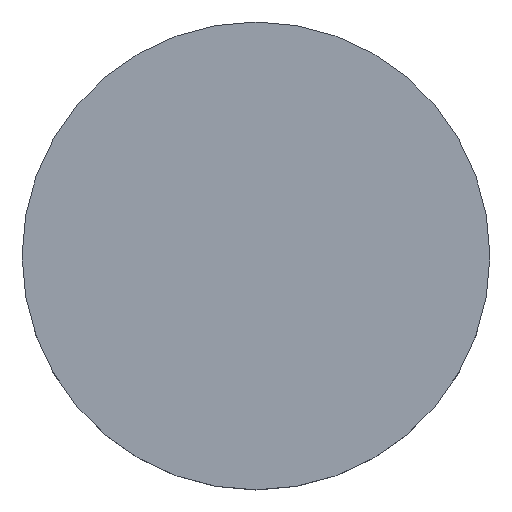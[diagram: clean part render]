
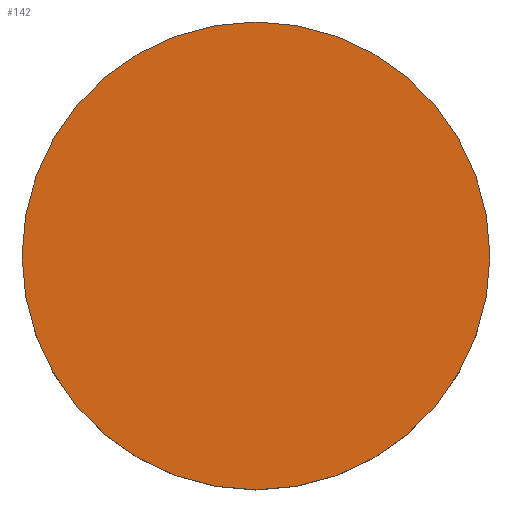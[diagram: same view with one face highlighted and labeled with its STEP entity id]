
A CAD part, top view. The second image highlights one B-rep face of the part: STEP entity #142.
In plain terms, the highlighted planar face has unit normal (0, 0, 1).
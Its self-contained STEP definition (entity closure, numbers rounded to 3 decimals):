
#14 = CARTESIAN_POINT ( 'NONE',  ( 0., 0., 0.8 ) ) ;
#17 = ORIENTED_EDGE ( 'NONE', *, *, #506, .T. ) ;
#36 = DIRECTION ( 'NONE',  ( 0., 0., 1. ) ) ;
#62 = AXIS2_PLACEMENT_3D ( 'NONE', #290, #85, #556 ) ;
#84 = CARTESIAN_POINT ( 'NONE',  ( 0., 0., 0.8 ) ) ;
#85 = DIRECTION ( 'NONE',  ( 0., 0., 1. ) ) ;
#122 = AXIS2_PLACEMENT_3D ( 'NONE', #14, #316, #404 ) ;
#133 = FACE_OUTER_BOUND ( 'NONE', #181, .T. ) ;
#140 = CIRCLE ( 'NONE', #210, 2.375 ) ;
#142 = ADVANCED_FACE ( 'NONE', ( #133 ), #510, .T. ) ;
#165 = DIRECTION ( 'NONE',  ( 1., 0., 0. ) ) ;
#181 = EDGE_LOOP ( 'NONE', ( #17, #397 ) ) ;
#210 = AXIS2_PLACEMENT_3D ( 'NONE', #84, #36, #165 ) ;
#290 = CARTESIAN_POINT ( 'NONE',  ( 0., 0., 0.8 ) ) ;
#298 = CIRCLE ( 'NONE', #122, 2.375 ) ;
#316 = DIRECTION ( 'NONE',  ( 0., 0., 1. ) ) ;
#319 = CARTESIAN_POINT ( 'NONE',  ( 2.375, 0., 0.8 ) ) ;
#367 = VERTEX_POINT ( 'NONE', #319 ) ;
#397 = ORIENTED_EDGE ( 'NONE', *, *, #421, .T. ) ;
#404 = DIRECTION ( 'NONE',  ( 1., 0., 0. ) ) ;
#421 = EDGE_CURVE ( 'NONE', #367, #557, #298, .T. ) ;
#506 = EDGE_CURVE ( 'NONE', #557, #367, #140, .T. ) ;
#508 = CARTESIAN_POINT ( 'NONE',  ( -2.375, 0., 0.8 ) ) ;
#510 = PLANE ( 'NONE',  #62 ) ;
#556 = DIRECTION ( 'NONE',  ( 1., 0., 0. ) ) ;
#557 = VERTEX_POINT ( 'NONE', #508 ) ;
